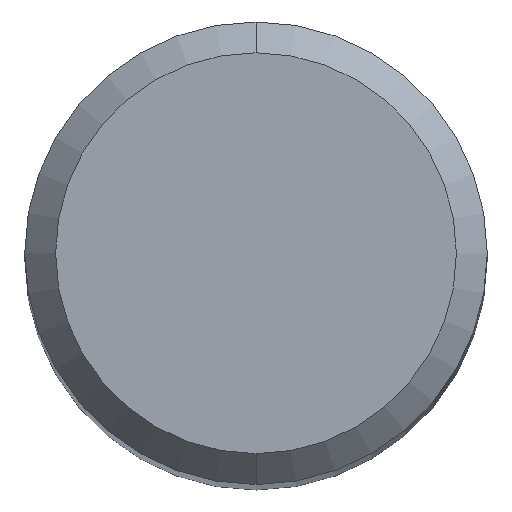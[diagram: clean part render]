
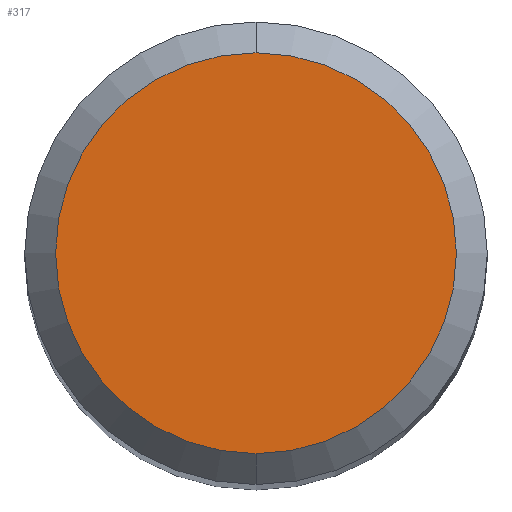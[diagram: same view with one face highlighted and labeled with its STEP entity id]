
A CAD part, top view. The second image highlights one B-rep face of the part: STEP entity #317.
In plain terms, the highlighted planar face has unit normal (0, 0, 1).
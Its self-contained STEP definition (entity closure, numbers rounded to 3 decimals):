
#171=EDGE_CURVE('',#243,#215,#429,.T.);
#215=VERTEX_POINT('',#477);
#231=EDGE_CURVE('',#215,#243,#497,.T.);
#243=VERTEX_POINT('',#510);
#317=ADVANCED_FACE('',(#594),#595,.T.);
#429=CIRCLE('',#716,2.6);
#477=CARTESIAN_POINT('',(0.,-2.6,0.0));
#497=CIRCLE('',#804,2.6);
#510=CARTESIAN_POINT('',(0.0,2.6,0.0));
#594=FACE_OUTER_BOUND('',#925,.T.);
#595=PLANE('',#926);
#716=AXIS2_PLACEMENT_3D('',#1064,#1065,#1066);
#804=AXIS2_PLACEMENT_3D('',#1155,#1156,#1157);
#925=EDGE_LOOP('',(#1278,#1279));
#926=AXIS2_PLACEMENT_3D('',#1280,#1281,#1282);
#1064=CARTESIAN_POINT('',(0.0,0.0,0.0));
#1065=DIRECTION('',(0.0,0.0,-1.0));
#1066=DIRECTION('',(0.0,1.0,0.0));
#1155=CARTESIAN_POINT('',(0.0,0.0,0.0));
#1156=DIRECTION('',(0.0,0.0,-1.0));
#1157=DIRECTION('',(0.0,1.0,0.0));
#1278=ORIENTED_EDGE('',*,*,#171,.F.);
#1279=ORIENTED_EDGE('',*,*,#231,.F.);
#1280=CARTESIAN_POINT('',(0.0,1.3,0.0));
#1281=DIRECTION('',(-0.0,0.0,1.0));
#1282=DIRECTION('',(0.0,-1.0,0.0));
